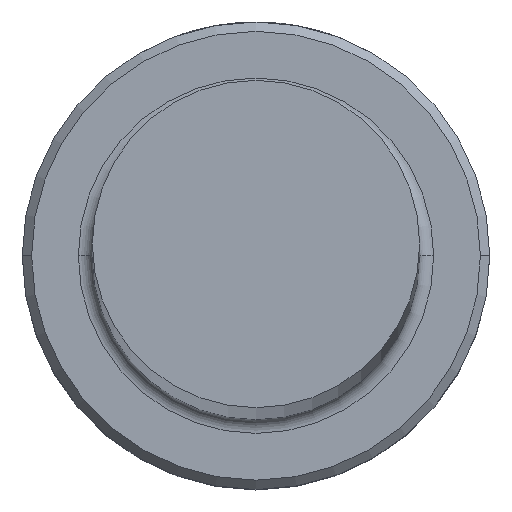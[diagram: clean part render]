
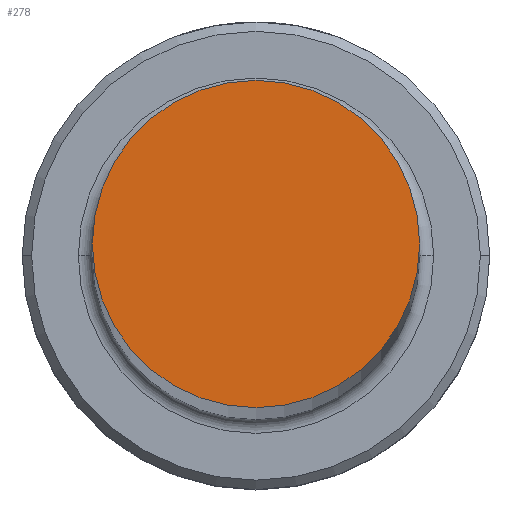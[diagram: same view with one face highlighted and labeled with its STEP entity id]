
A CAD part, top view. The second image highlights one B-rep face of the part: STEP entity #278.
In plain terms, the highlighted planar face has unit normal (0, 0, 1).
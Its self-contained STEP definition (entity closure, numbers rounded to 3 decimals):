
#1 = ORIENTED_EDGE ( 'NONE', *, *, #872, .T. ) ;
#9 = PLANE ( 'NONE',  #258 ) ;
#64 = CARTESIAN_POINT ( 'NONE',  ( 0., 0., 150. ) ) ;
#87 = CIRCLE ( 'NONE', #911, 3.5 ) ;
#102 = DIRECTION ( 'NONE',  ( 0., 0., 1. ) ) ;
#163 = DIRECTION ( 'NONE',  ( 1., 0., 0. ) ) ;
#178 = CIRCLE ( 'NONE', #612, 3.5 ) ;
#229 = CARTESIAN_POINT ( 'NONE',  ( 0., 0., 150. ) ) ;
#258 = AXIS2_PLACEMENT_3D ( 'NONE', #383, #102, #750 ) ;
#277 = VERTEX_POINT ( 'NONE', #1096 ) ;
#278 = ADVANCED_FACE ( 'NONE', ( #1062 ), #9, .T. ) ;
#323 = ORIENTED_EDGE ( 'NONE', *, *, #988, .T. ) ;
#326 = DIRECTION ( 'NONE',  ( 1., 0., 0. ) ) ;
#383 = CARTESIAN_POINT ( 'NONE',  ( 0., 0., 150. ) ) ;
#389 = CARTESIAN_POINT ( 'NONE',  ( 3.5, 0., 150. ) ) ;
#612 = AXIS2_PLACEMENT_3D ( 'NONE', #64, #710, #163 ) ;
#710 = DIRECTION ( 'NONE',  ( 0., 0., 1. ) ) ;
#750 = DIRECTION ( 'NONE',  ( 1., 0., 0. ) ) ;
#869 = DIRECTION ( 'NONE',  ( 0., 0., 1. ) ) ;
#872 = EDGE_CURVE ( 'NONE', #912, #277, #178, .T. ) ;
#911 = AXIS2_PLACEMENT_3D ( 'NONE', #229, #869, #326 ) ;
#912 = VERTEX_POINT ( 'NONE', #389 ) ;
#988 = EDGE_CURVE ( 'NONE', #277, #912, #87, .T. ) ;
#1062 = FACE_OUTER_BOUND ( 'NONE', #1110, .T. ) ;
#1096 = CARTESIAN_POINT ( 'NONE',  ( -3.5, 0., 150. ) ) ;
#1110 = EDGE_LOOP ( 'NONE', ( #323, #1 ) ) ;
